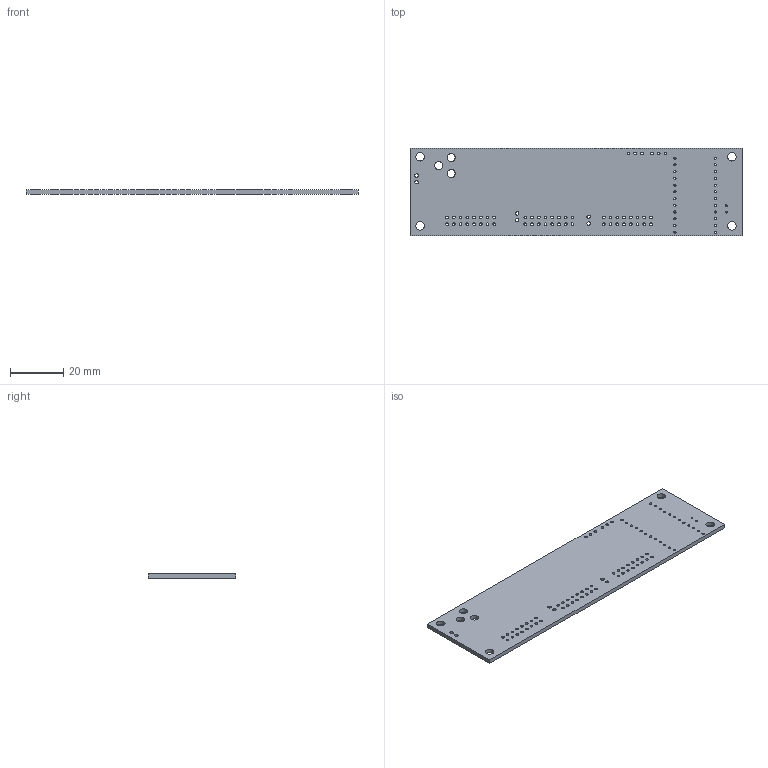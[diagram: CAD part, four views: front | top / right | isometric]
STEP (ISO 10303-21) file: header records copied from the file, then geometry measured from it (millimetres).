
FILE_DESCRIPTION(('KiCad electronic assembly'),'2;1');
FILE_NAME('power_mini_evolver.step','2023-02-02T12:18:36',('Pcbnew'),( 'Kicad'),'Open CASCADE STEP processor 7.6','KiCad to STEP converter' ,'Unknown');
FILE_SCHEMA(('AUTOMOTIVE_DESIGN { 1 0 10303 214 1 1 1 1 }'));
Length unit declared in the file: millimetre
Products named in the file (2): power_mini_evolver 1; power_mini_evolver PCB
Assembly tree (1 placements, depth 2):
  power_mini_evolver 1
    power_mini_evolver PCB
Bounding box: 125.09 x 33.15 x 1.6 mm (x, y, z)
Volume: 6444.5 mm3; surface area: 9090.9 mm2
Topology: 1 solids, 1 shells, 99 faces, 291 edges, 194 vertices
Faces by surface type: cylinder 93, plane 6
Full cylindrical faces by diameter (mm): 0.6 x2, 0.813 x24, 1 x6, 1.016 x48, 1.3 x6, 3.05 x3, 3.2 x4
Entity records: 8171 total; most frequent: CARTESIAN_POINT 2284, DIRECTION 1075, ORIENTED_EDGE 582, PCURVE 582, DEFINITIONAL_REPRESENTATION 582, LINE 501, VECTOR 501, EDGE_CURVE 291
